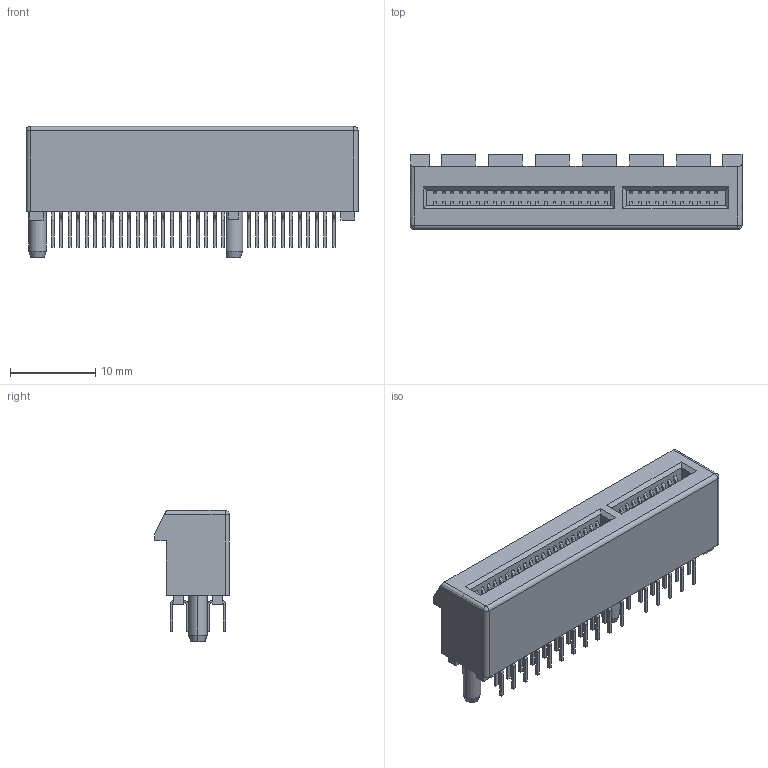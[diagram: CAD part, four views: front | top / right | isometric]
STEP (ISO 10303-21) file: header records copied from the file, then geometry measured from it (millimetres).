
FILE_DESCRIPTION(('FreeCAD Model'),'2;1');
FILE_NAME('MSBR(1).step','2019-01-10T16:34:28',('kicad StepUp'),( 'ksu MCAD'),'Open CASCADE STEP processor 6.9','FreeCAD','Unknown');
FILE_SCHEMA(('AUTOMOTIVE_DESIGN_CC2 { 1 2 10303 214 -1 1 5 4 }'));
Length unit declared in the file: millimetre
Products named in the file (1): MSBR(1)
Bounding box: 39 x 8.8 x 15.4 mm (x, y, z)
Volume: 2583.8 mm3; surface area: 2797.3 mm2
Topology: 1 solids, 1 shells, 1074 faces, 2966 edges, 1966 vertices
Faces by surface type: bspline 677, revolution 397
Entity records: 43218 total; most frequent: CARTESIAN_POINT 8449, ORIENTED_EDGE 5932, DIRECTION 4553, EDGE_CURVE 2966, LINE 2568, VECTOR 2568, VERTEX_POINT 1966, FACE_BOUND 1274
